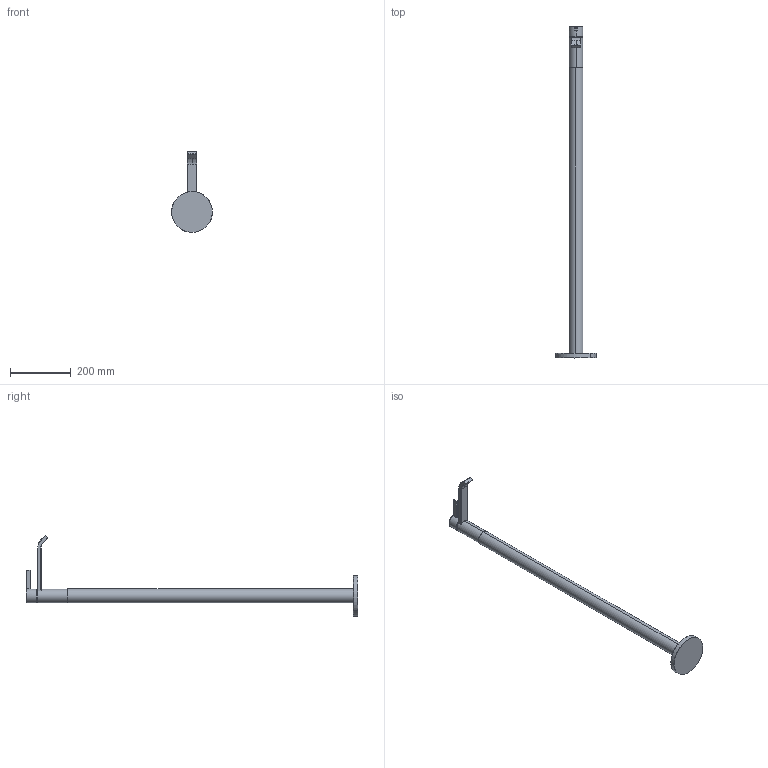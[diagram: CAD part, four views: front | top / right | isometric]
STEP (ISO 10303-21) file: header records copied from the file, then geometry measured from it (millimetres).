
FILE_DESCRIPTION (( 'STEP AP214' ), '1' );
FILE_NAME ('22585671ff_PM.STEP', '2023-11-20T09:37:54', ( '' ), ( '' ), 'SwSTEP 2.0', 'SolidWorks 2023', '' );
FILE_SCHEMA (( 'AUTOMOTIVE_DESIGN' ));
Length unit declared in the file: millimetre
Products named in the file (7): Haube-+-09283005990_K1_42; Planungsmodell_Rohr-+-09282202990_K1_46x955; Planungsmodell_Körper-+-09196702590_K1_45x105; Planungsmodell_Hebel-+-09206701821_K1_45x35; 22585671ff_PM; Planungsmodell_Rosette-+-09278800590_K1_135x15; Planungsmodell_Auslauf-+-09282240790_K1_195x11x32
Assembly tree (6 placements, depth 2):
  22585671ff_PM
    Planungsmodell_Körper-+-09196702590_K1_45x105
    Planungsmodell_Hebel-+-09206701821_K1_45x35
    Haube-+-09283005990_K1_42
    Planungsmodell_Rohr-+-09282202990_K1_46x955
    Planungsmodell_Rosette-+-09278800590_K1_135x15
    Planungsmodell_Auslauf-+-09282240790_K1_195x11x32
Bounding box: 134.64 x 1093.76 x 266.04 mm (x, y, z)
Volume: 2081862.5 mm3; surface area: 224133.5 mm2
Topology: 6 solids, 11 shells, 234 faces, 529 edges, 306 vertices
Faces by surface type: bspline 63, torus 59, cylinder 55, plane 40, sphere 13, cone 4
Entity records: 10029 total; most frequent: CARTESIAN_POINT 4951, ORIENTED_EDGE 1034, DIRECTION 1000, EDGE_CURVE 517, AXIS2_PLACEMENT_3D 434, VERTEX_POINT 306, CIRCLE 254, EDGE_LOOP 243
